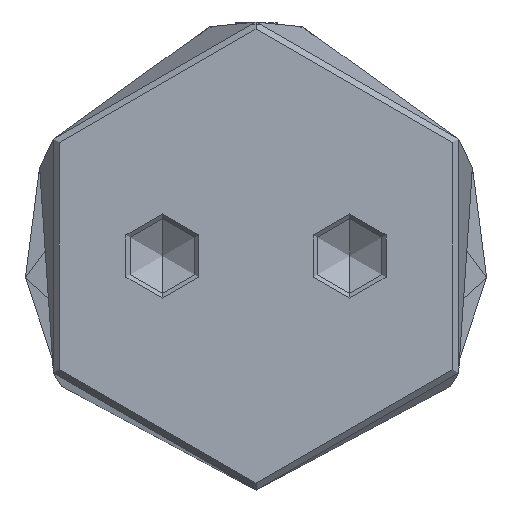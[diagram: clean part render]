
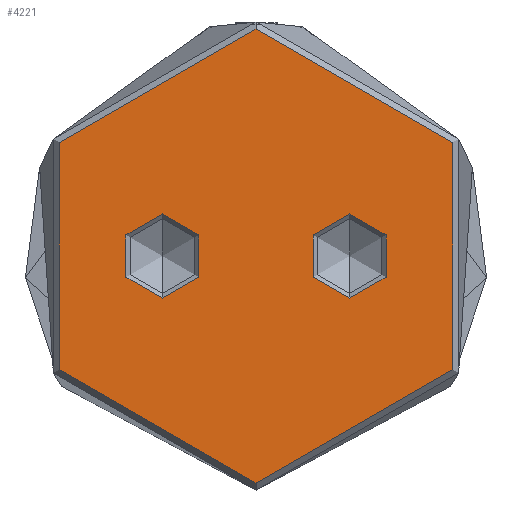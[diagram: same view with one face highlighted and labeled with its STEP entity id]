
A CAD part, front view. The second image highlights one B-rep face of the part: STEP entity #4221.
In plain terms, the highlighted face is planar.
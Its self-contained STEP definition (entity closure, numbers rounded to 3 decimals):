
#326 = VERTEX_POINT ( 'NONE', #2815 ) ;
#390 = PLANE ( 'NONE',  #1306 ) ;
#420 = CARTESIAN_POINT ( 'NONE',  ( 0., 0., 0. ) ) ;
#432 = VERTEX_POINT ( 'NONE', #3904 ) ;
#891 = CARTESIAN_POINT ( 'NONE',  ( 0., -10., 0. ) ) ;
#968 = DIRECTION ( 'NONE',  ( 1., 0., 0. ) ) ;
#1075 = ORIENTED_EDGE ( 'NONE', *, *, #1763, .T. ) ;
#1306 = AXIS2_PLACEMENT_3D ( 'NONE', #1478, #5536, #2524 ) ;
#1413 = ORIENTED_EDGE ( 'NONE', *, *, #5017, .T. ) ;
#1416 = CARTESIAN_POINT ( 'NONE',  ( 24.25, 0., 0. ) ) ;
#1432 = DIRECTION ( 'NONE',  ( 1., 0., 0. ) ) ;
#1478 = CARTESIAN_POINT ( 'NONE',  ( 0., 0., 0. ) ) ;
#1562 = EDGE_CURVE ( 'NONE', #3170, #3764, #4280, .T. ) ;
#1642 = EDGE_CURVE ( 'NONE', #3764, #3170, #6267, .T. ) ;
#1739 = AXIS2_PLACEMENT_3D ( 'NONE', #2884, #6350, #3384 ) ;
#1763 = EDGE_CURVE ( 'NONE', #6252, #432, #1961, .T. ) ;
#1961 = CIRCLE ( 'NONE', #5673, 24.25 ) ;
#2052 = DIRECTION ( 'NONE',  ( 0., 0., 1. ) ) ;
#2470 = CARTESIAN_POINT ( 'NONE',  ( 4.5, 10., 0. ) ) ;
#2524 = DIRECTION ( 'NONE',  ( -1., 0., 0. ) ) ;
#2539 = CIRCLE ( 'NONE', #1739, 4.5 ) ;
#2576 = DIRECTION ( 'NONE',  ( 1., 0., 0. ) ) ;
#2579 = EDGE_CURVE ( 'NONE', #4645, #326, #2539, .T. ) ;
#2815 = CARTESIAN_POINT ( 'NONE',  ( -4.5, -10., 0. ) ) ;
#2884 = CARTESIAN_POINT ( 'NONE',  ( 0., -10., 0. ) ) ;
#3037 = CARTESIAN_POINT ( 'NONE',  ( 0., 10., 0. ) ) ;
#3105 = FACE_BOUND ( 'NONE', #4866, .T. ) ;
#3170 = VERTEX_POINT ( 'NONE', #2470 ) ;
#3384 = DIRECTION ( 'NONE',  ( 1., 0., 0. ) ) ;
#3510 = ORIENTED_EDGE ( 'NONE', *, *, #1562, .F. ) ;
#3590 = AXIS2_PLACEMENT_3D ( 'NONE', #6089, #5642, #5622 ) ;
#3764 = VERTEX_POINT ( 'NONE', #4992 ) ;
#3904 = CARTESIAN_POINT ( 'NONE',  ( -24.25, 0., 0. ) ) ;
#4058 = DIRECTION ( 'NONE',  ( 0., 0., 1. ) ) ;
#4221 = ADVANCED_FACE ( 'NONE', ( #5746, #5596, #3105 ), #390, .F. ) ;
#4280 = CIRCLE ( 'NONE', #4863, 4.5 ) ;
#4378 = AXIS2_PLACEMENT_3D ( 'NONE', #891, #4501, #1432 ) ;
#4501 = DIRECTION ( 'NONE',  ( 0., 0., -1. ) ) ;
#4645 = VERTEX_POINT ( 'NONE', #6352 ) ;
#4845 = ORIENTED_EDGE ( 'NONE', *, *, #6349, .T. ) ;
#4863 = AXIS2_PLACEMENT_3D ( 'NONE', #3037, #2052, #2576 ) ;
#4866 = EDGE_LOOP ( 'NONE', ( #5169, #1413 ) ) ;
#4992 = CARTESIAN_POINT ( 'NONE',  ( -4.5, 10., 0. ) ) ;
#5007 = AXIS2_PLACEMENT_3D ( 'NONE', #420, #4058, #968 ) ;
#5012 = ORIENTED_EDGE ( 'NONE', *, *, #1642, .F. ) ;
#5017 = EDGE_CURVE ( 'NONE', #326, #4645, #5283, .T. ) ;
#5169 = ORIENTED_EDGE ( 'NONE', *, *, #2579, .T. ) ;
#5283 = CIRCLE ( 'NONE', #4378, 4.5 ) ;
#5536 = DIRECTION ( 'NONE',  ( 0., 0., -1. ) ) ;
#5596 = FACE_BOUND ( 'NONE', #6323, .T. ) ;
#5622 = DIRECTION ( 'NONE',  ( 1., 0., 0. ) ) ;
#5642 = DIRECTION ( 'NONE',  ( 0., 0., 1. ) ) ;
#5651 = CARTESIAN_POINT ( 'NONE',  ( 0., 0., 0. ) ) ;
#5673 = AXIS2_PLACEMENT_3D ( 'NONE', #5651, #6597, #6454 ) ;
#5746 = FACE_OUTER_BOUND ( 'NONE', #6467, .T. ) ;
#5989 = CIRCLE ( 'NONE', #5007, 24.25 ) ;
#6089 = CARTESIAN_POINT ( 'NONE',  ( 0., 10., 0. ) ) ;
#6252 = VERTEX_POINT ( 'NONE', #1416 ) ;
#6267 = CIRCLE ( 'NONE', #3590, 4.5 ) ;
#6323 = EDGE_LOOP ( 'NONE', ( #3510, #5012 ) ) ;
#6349 = EDGE_CURVE ( 'NONE', #432, #6252, #5989, .T. ) ;
#6350 = DIRECTION ( 'NONE',  ( 0., 0., -1. ) ) ;
#6352 = CARTESIAN_POINT ( 'NONE',  ( 4.5, -10., 0. ) ) ;
#6454 = DIRECTION ( 'NONE',  ( 1., 0., 0. ) ) ;
#6467 = EDGE_LOOP ( 'NONE', ( #4845, #1075 ) ) ;
#6597 = DIRECTION ( 'NONE',  ( 0., 0., 1. ) ) ;
